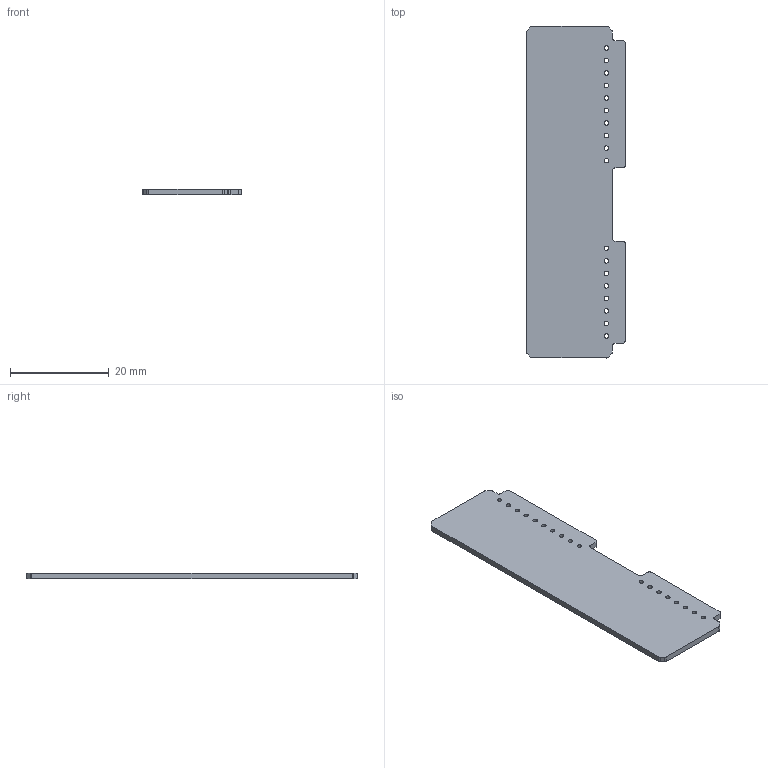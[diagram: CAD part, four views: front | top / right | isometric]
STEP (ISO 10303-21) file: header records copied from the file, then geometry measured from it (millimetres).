
FILE_DESCRIPTION(('CATIA V5 STEP Exchange'),'2;1');
FILE_NAME('external-module-pcb-3d.stp','2021-09-15T15:28:21+00:00',('none'),('none'),'CATIA Version 5 Release 19 SP 8 (IN-10)','CATIA V5 STEP AP214','none');
FILE_SCHEMA(('AUTOMOTIVE_DESIGN { 1 0 10303 214 1 1 1 1 }'));
Length unit declared in the file: millimetre
Products named in the file (1): external-module-pcb-3d
Bounding box: 20 x 67.34 x 1.2 mm (x, y, z)
Volume: 1534.9 mm3; surface area: 2830 mm2
Topology: 1 solids, 1 shells, 70 faces, 204 edges, 136 vertices
Faces by surface type: cylinder 52, plane 18
Entity records: 2979 total; most frequent: CARTESIAN_POINT 587, ORIENTED_EDGE 408, DIRECTION 319, EDGE_CURVE 204, AXIS2_PLACEMENT_3D 153, VERTEX_POINT 136, EDGE_LOOP 106, VECTOR 100
